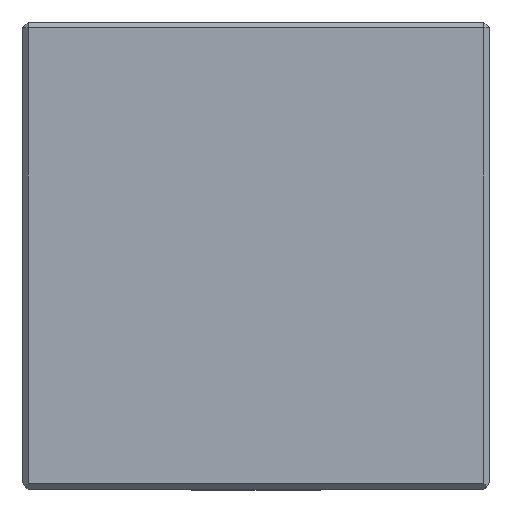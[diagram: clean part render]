
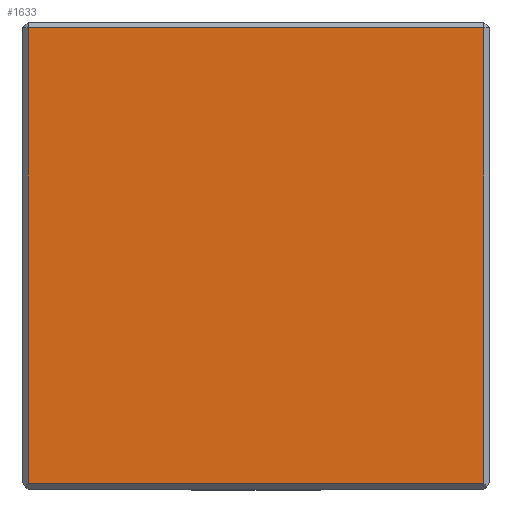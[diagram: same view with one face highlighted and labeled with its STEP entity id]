
A CAD part, top view. The second image highlights one B-rep face of the part: STEP entity #1633.
In plain terms, the highlighted planar face has unit normal (0, 0, 1).
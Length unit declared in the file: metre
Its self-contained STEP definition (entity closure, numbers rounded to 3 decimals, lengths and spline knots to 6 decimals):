
#42=ORIENTED_EDGE('',*,*,#494,.T.);
#43=ORIENTED_EDGE('',*,*,#495,.T.);
#44=ORIENTED_EDGE('',*,*,#496,.T.);
#45=ORIENTED_EDGE('',*,*,#497,.T.);
#494=EDGE_CURVE('',#720,#721,#864,.T.);
#495=EDGE_CURVE('',#721,#722,#865,.T.);
#496=EDGE_CURVE('',#722,#723,#866,.T.);
#497=EDGE_CURVE('',#723,#720,#867,.T.);
#720=VERTEX_POINT('',#2325);
#721=VERTEX_POINT('',#2326);
#722=VERTEX_POINT('',#2328);
#723=VERTEX_POINT('',#2330);
#864=LINE('',#2324,#1076);
#865=LINE('',#2327,#1077);
#866=LINE('',#2329,#1078);
#867=LINE('',#2331,#1079);
#1076=VECTOR('',#1874,1.);
#1077=VECTOR('',#1875,1.);
#1078=VECTOR('',#1876,1.);
#1079=VECTOR('',#1877,1.);
#1288=EDGE_LOOP('',(#42,#43,#44,#45));
#1412=FACE_BOUND('',#1288,.T.);
#1540=PLANE('',#1751);
#1633=ADVANCED_FACE('',(#1412),#1540,.T.);
#1751=AXIS2_PLACEMENT_3D('',#2323,#1872,#1873);
#1872=DIRECTION('',(0.,0.,1.));
#1873=DIRECTION('',(1.,0.,0.));
#1874=DIRECTION('',(-1.,0.,0.));
#1875=DIRECTION('',(0.,-1.,0.));
#1876=DIRECTION('',(1.,0.,0.));
#1877=DIRECTION('',(0.,1.,0.));
#2323=CARTESIAN_POINT('',(-0.006,0.001225,-0.026));
#2324=CARTESIAN_POINT('',(-0.006,0.000975,-0.026));
#2325=CARTESIAN_POINT('',(0.00375,0.000975,-0.026));
#2326=CARTESIAN_POINT('',(-0.01575,0.000975,-0.026));
#2327=CARTESIAN_POINT('',(-0.01575,0.001225,-0.026));
#2328=CARTESIAN_POINT('',(-0.01575,-0.018525,-0.026));
#2329=CARTESIAN_POINT('',(0.004,-0.018525,-0.026));
#2330=CARTESIAN_POINT('',(0.00375,-0.018525,-0.026));
#2331=CARTESIAN_POINT('',(0.00375,0.001225,-0.026));
